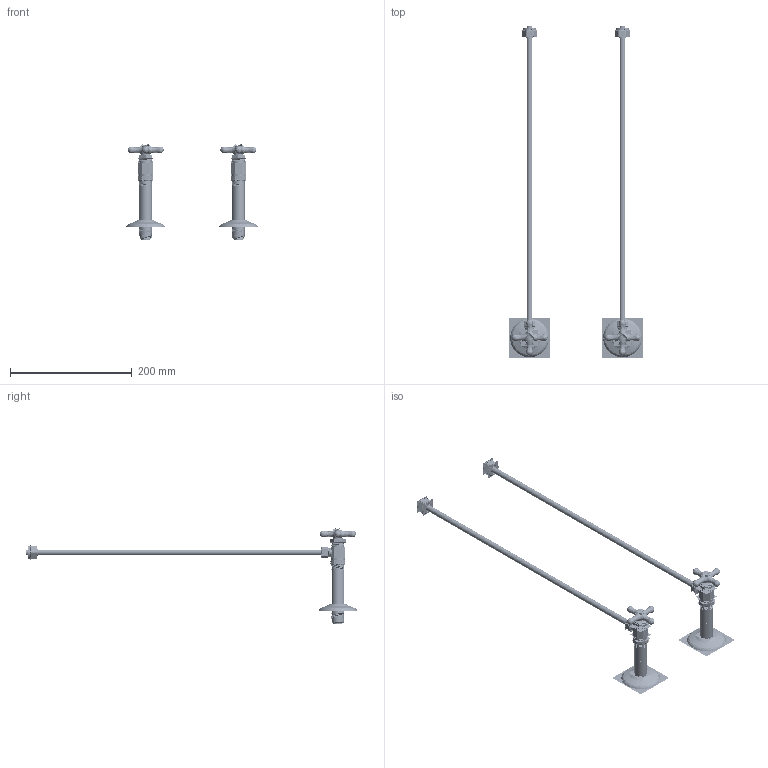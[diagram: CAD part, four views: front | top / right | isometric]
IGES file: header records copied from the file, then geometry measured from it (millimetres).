
Start section:  PTC IGES file: 491x.igs
Global section: file name: 491x.igs; native system: Creo Parametric by PTC Inc.; preprocessor: 2018500; author: NSantos; organization: Unknown; date: 20210617.213129; units: inch
Bounding box: 218.44 x 544.5 x 156.69 mm (x, y, z)
Surface area: 3976789.9 mm2 (no closed solid volume)
Topology: 0 solids, 0 shells, 3512 faces, 62105 edges, 82061 vertices
Faces by surface type: revolution 2068, bspline 1444
